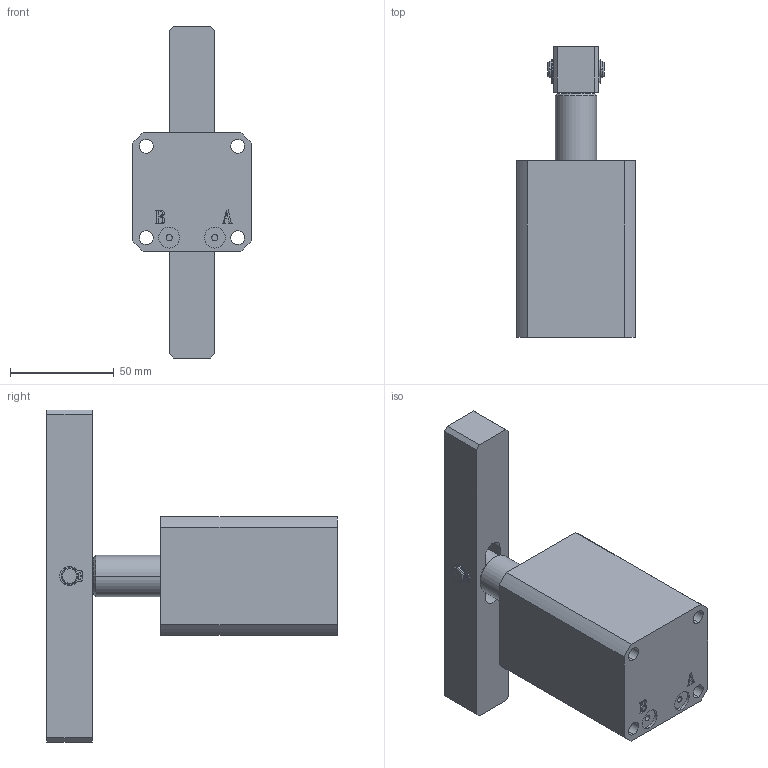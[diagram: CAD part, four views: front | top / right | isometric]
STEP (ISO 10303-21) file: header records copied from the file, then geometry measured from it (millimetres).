
FILE_DESCRIPTION (( 'STEP AP203' ), '1' );
FILE_NAME ('HSL-M32D.STEP', '2020-09-15T03:37:44', ( '微软用户' ), ( '微软中国' ), 'SwSTEP 2.0', 'SolidWorks 2012', '' );
FILE_SCHEMA (( 'CONFIG_CONTROL_DESIGN' ));
Length unit declared in the file: millimetre
Products named in the file (6): HSL-M32D; external circlip_bsi_BS 3673-4 - S007M; HSL-32D蛌褒詰揤旋杻秶; HSL-32D蛌褒詰嶺裝; HSL-32D蛌褒詰隅弇种; HSL-M32蛌褒詰掛极
Assembly tree (6 placements, depth 2):
  HSL-M32D
    HSL-M32蛌褒詰掛极
    HSL-32D蛌褒詰隅弇种
    HSL-32D蛌褒詰嶺裝
    HSL-32D蛌褒詰揤旋杻秶
    external circlip_bsi_BS 3673-4 - S007M  x2
Bounding box: 57 x 140 x 160 mm (x, y, z)
Volume: 318671 mm3; surface area: 64402.1 mm2
Topology: 6 solids, 6 shells, 220 faces, 546 edges, 358 vertices
Faces by surface type: plane 102, cylinder 86, bspline 16, cone 12, torus 4
Entity records: 7113 total; most frequent: CARTESIAN_POINT 1833, DIRECTION 971, ORIENTED_EDGE 942, EDGE_CURVE 471, AXIS2_PLACEMENT_3D 350, VERTEX_POINT 308, VECTOR 271, LINE 271
